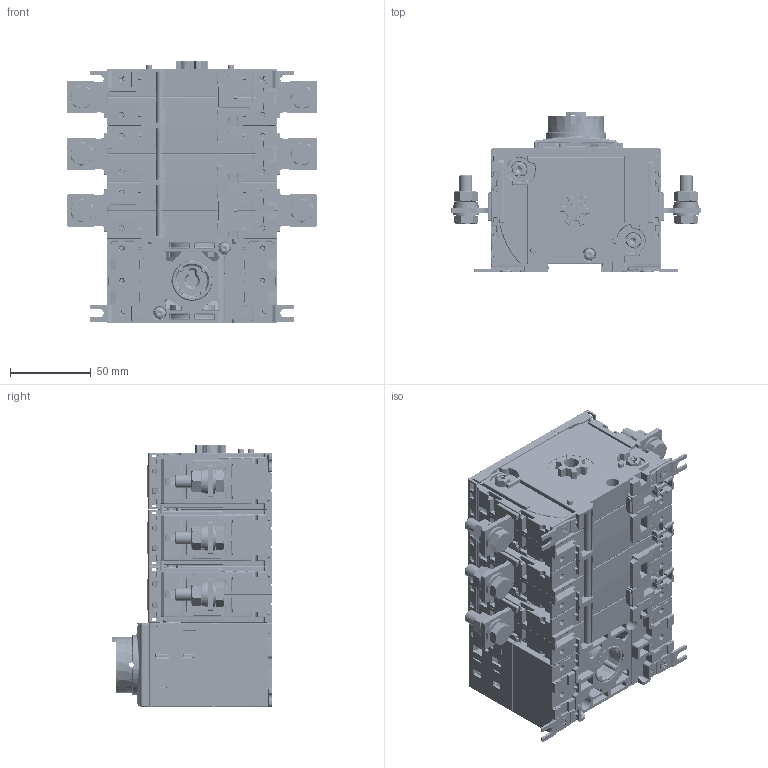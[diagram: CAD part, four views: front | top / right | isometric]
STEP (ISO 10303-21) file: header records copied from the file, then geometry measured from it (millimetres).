
FILE_DESCRIPTION(/* description */ (''),/* implementation_level */ '2;1');
FILE_NAME(/* name */ 'FILE_STP_CAD_DRAWING_3d_GL0160-0315C1_prt.stp',/* time_stamp */ '2021-11-23T12:09:13+01:00',/* author */ (''),/* organization */ (''),/* preprocessor_version */ 'ST-DEVELOPER v16.7',/* originating_system */ 'SIEMENS PLM Software NX 12.0',/* authorisation */ '');
FILE_SCHEMA (('AUTOMOTIVE_DESIGN { 1 0 10303 214 3 1 1 1 }'));
Products named in the file (1): 3d_GL0160-0315C1
Bounding box: 154.85 x 99.02 x 162.28 mm (x, y, z)
Surface area: 243556.1 mm2 (no closed solid volume)
Topology: 0 solids, 111 shells, 7323 faces, 22144 edges, 14517 vertices
Faces by surface type: plane 3265, cylinder 2294, bspline 817, cone 445, torus 261, sphere 241
Full cylindrical faces by diameter (mm): 2 x2, 3 x14, 3.242 x2, 3.31 x2, 3.4 x5, 3.5 x4, 4 x6, 4.3 x4, 4.5 x5, 7.3 x4, 8 x6, 8.991 x1, 11.63 x6, 16 x12, 20.15 x1, 20.4 x3, 26.4 x3
Entity records: 260984 total; most frequent: CARTESIAN_POINT 71547, ORIENTED_EDGE 38262, DIRECTION 38134, EDGE_CURVE 21426, VERTEX_POINT 14398, AXIS2_PLACEMENT_3D 13026, LINE 12082, VECTOR 12082
